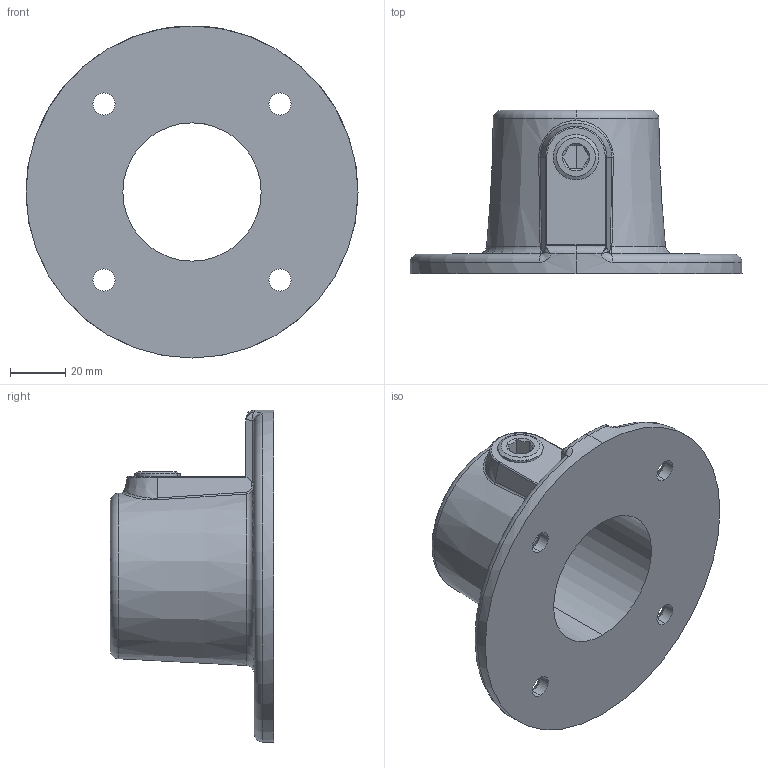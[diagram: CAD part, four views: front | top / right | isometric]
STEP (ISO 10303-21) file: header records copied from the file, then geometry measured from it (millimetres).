
FILE_DESCRIPTION (( 'STEP AP203' ), '1' );
FILE_NAME ('T13100.STEP', '2018-05-21T13:21:47', ( '' ), ( '' ), 'SwSTEP 2.0', 'SolidWorks 2016', '' );
FILE_SCHEMA (( 'CONFIG_CONTROL_DESIGN' ));
Length unit declared in the file: millimetre
Products named in the file (3): T13100; T19300
Assembly tree (2 placements, depth 2):
  T13100
    T13100
    T19300
Bounding box: 120 x 59 x 120 mm (x, y, z)
Volume: 126259.9 mm3; surface area: 41457.2 mm2
Topology: 2 solids, 2 shells, 84 faces, 207 edges, 125 vertices
Faces by surface type: cylinder 24, cone 19, plane 17, bspline 15, torus 9
Entity records: 3628 total; most frequent: CARTESIAN_POINT 1444, ORIENTED_EDGE 412, DIRECTION 381, EDGE_CURVE 206, AXIS2_PLACEMENT_3D 159, VERTEX_POINT 125, EDGE_LOOP 97, CIRCLE 85
